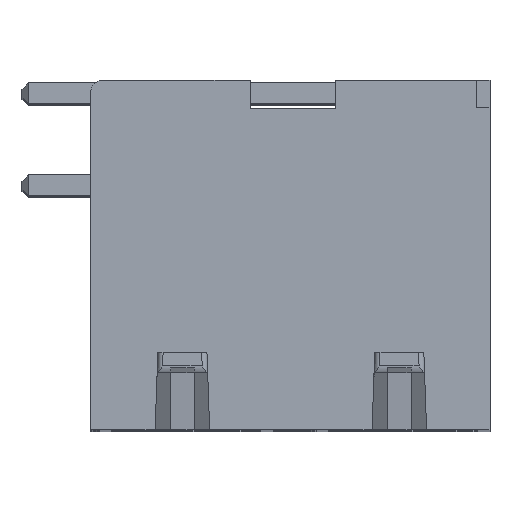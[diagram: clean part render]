
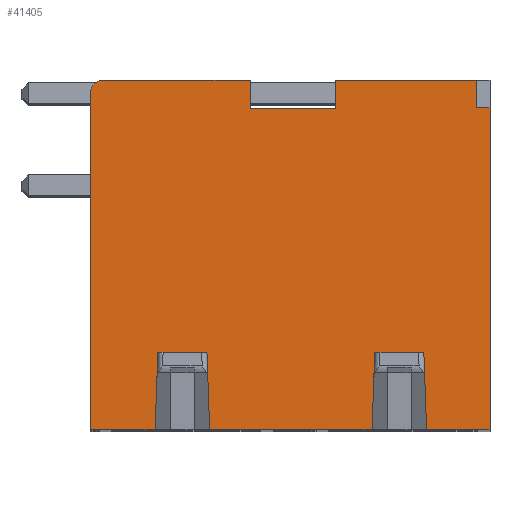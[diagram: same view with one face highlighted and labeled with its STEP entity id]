
A CAD part, top view. The second image highlights one B-rep face of the part: STEP entity #41405.
In plain terms, the highlighted planar face has unit normal (0, 0, 1).
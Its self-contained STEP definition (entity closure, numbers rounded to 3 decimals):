
#10737=DIRECTION('',(-1.,0.,0.));
#10738=VECTOR('',#10737,5.39);
#10739=CARTESIAN_POINT('',(11.703,13.3,33.7));
#10740=LINE('',#10739,#10738);
#10893=DIRECTION('',(0.,-1.,0.));
#10894=VECTOR('',#10893,1.092);
#10895=CARTESIAN_POINT('',(6.313,13.3,33.7));
#10896=LINE('',#10895,#10894);
#10989=DIRECTION('',(0.,1.,0.));
#10990=VECTOR('',#10989,1.092);
#10991=CARTESIAN_POINT('',(3.074,12.208,33.7));
#10992=LINE('',#10991,#10990);
#11381=DIRECTION('',(-1.,0.,0.));
#11382=VECTOR('',#11381,5.716);
#11383=CARTESIAN_POINT('',(3.074,13.3,33.7));
#11384=LINE('',#11383,#11382);
#11697=DIRECTION('',(0.,-1.,0.));
#11698=VECTOR('',#11697,0.02);
#11699=CARTESIAN_POINT('',(-2.641,13.3,33.7));
#11700=LINE('',#11699,#11698);
#14103=DIRECTION('',(-1.,0.,0.));
#14104=VECTOR('',#14103,3.238);
#14105=CARTESIAN_POINT('',(6.313,12.208,33.7));
#14106=LINE('',#14105,#14104);
#14107=DIRECTION('',(-0.035,-0.999,0.));
#14108=VECTOR('',#14107,2.716);
#14109=CARTESIAN_POINT('',(-0.443,2.714,33.7));
#14110=LINE('',#14109,#14108);
#14111=DIRECTION('',(-1.,0.,0.));
#14112=VECTOR('',#14111,2.463);
#14113=CARTESIAN_POINT('',(-0.537,0.,33.7));
#14114=LINE('',#14113,#14112);
#14115=DIRECTION('',(0.,1.,0.));
#14116=VECTOR('',#14115,12.8);
#14117=CARTESIAN_POINT('',(-3.,0.,33.7));
#14118=LINE('',#14117,#14116);
#14119=CARTESIAN_POINT('',(-2.5,12.8,33.7));
#14120=DIRECTION('',(0.,0.,-1.));
#14121=DIRECTION('',(-1.,0.,0.));
#14122=AXIS2_PLACEMENT_3D('',#14119,#14120,#14121);
#14124=DIRECTION('',(0.,-1.,0.));
#14125=VECTOR('',#14124,12.25);
#14126=CARTESIAN_POINT('',(12.2,12.25,33.7));
#14127=LINE('',#14126,#14125);
#14128=DIRECTION('',(-1.,0.,0.));
#14129=VECTOR('',#14128,2.413);
#14130=CARTESIAN_POINT('',(12.2,0.,33.7));
#14131=LINE('',#14130,#14129);
#14132=DIRECTION('',(-0.035,0.999,0.));
#14133=VECTOR('',#14132,2.716);
#14134=CARTESIAN_POINT('',(9.787,0.,33.7));
#14135=LINE('',#14134,#14133);
#14136=DIRECTION('',(-0.035,-0.999,0.));
#14137=VECTOR('',#14136,2.716);
#14138=CARTESIAN_POINT('',(7.807,2.714,33.7));
#14139=LINE('',#14138,#14137);
#14140=DIRECTION('',(-1.,0.,0.));
#14141=VECTOR('',#14140,6.175);
#14142=CARTESIAN_POINT('',(7.713,0.,33.7));
#14143=LINE('',#14142,#14141);
#14144=DIRECTION('',(-0.035,0.999,0.));
#14145=VECTOR('',#14144,2.716);
#14146=CARTESIAN_POINT('',(1.537,0.,33.7));
#14147=LINE('',#14146,#14145);
#14172=DIRECTION('',(1.,0.,0.));
#14173=VECTOR('',#14172,1.885);
#14174=CARTESIAN_POINT('',(-0.443,2.714,33.7));
#14175=LINE('',#14174,#14173);
#14329=DIRECTION('',(0.,1.,0.));
#14330=VECTOR('',#14329,1.05);
#14331=CARTESIAN_POINT('',(11.703,12.25,33.7));
#14332=LINE('',#14331,#14330);
#14345=DIRECTION('',(-1.,0.,0.));
#14346=VECTOR('',#14345,0.497);
#14347=CARTESIAN_POINT('',(12.2,12.25,33.7));
#14348=LINE('',#14347,#14346);
#14365=DIRECTION('',(1.,0.,0.));
#14366=VECTOR('',#14365,1.885);
#14367=CARTESIAN_POINT('',(7.807,2.714,33.7));
#14368=LINE('',#14367,#14366);
#15625=CARTESIAN_POINT('',(-3.,0.,33.7));
#15626=VERTEX_POINT('',#15625);
#15627=CARTESIAN_POINT('',(-0.537,0.,33.7));
#15628=VERTEX_POINT('',#15627);
#15633=CARTESIAN_POINT('',(1.537,0.,33.7));
#15634=VERTEX_POINT('',#15633);
#15635=CARTESIAN_POINT('',(7.713,0.,33.7));
#15636=VERTEX_POINT('',#15635);
#15641=CARTESIAN_POINT('',(9.787,0.,33.7));
#15642=VERTEX_POINT('',#15641);
#15643=CARTESIAN_POINT('',(12.2,0.,33.7));
#15644=VERTEX_POINT('',#15643);
#15725=CARTESIAN_POINT('',(12.2,12.25,33.7));
#15726=VERTEX_POINT('',#15725);
#15733=CARTESIAN_POINT('',(11.703,13.3,33.7));
#15734=VERTEX_POINT('',#15733);
#15735=CARTESIAN_POINT('',(6.313,13.3,33.7));
#15736=VERTEX_POINT('',#15735);
#15737=CARTESIAN_POINT('',(6.313,12.208,33.7));
#15738=VERTEX_POINT('',#15737);
#15747=CARTESIAN_POINT('',(3.074,12.208,33.7));
#15748=CARTESIAN_POINT('',(3.074,13.3,33.7));
#15749=VERTEX_POINT('',#15747);
#15750=VERTEX_POINT('',#15748);
#15759=CARTESIAN_POINT('',(-2.641,13.3,33.7));
#15760=VERTEX_POINT('',#15759);
#15761=CARTESIAN_POINT('',(-2.641,13.28,33.7));
#15762=VERTEX_POINT('',#15761);
#15791=CARTESIAN_POINT('',(-0.443,2.714,33.7));
#15792=VERTEX_POINT('',#15791);
#15793=CARTESIAN_POINT('',(-3.,12.8,33.7));
#15794=VERTEX_POINT('',#15793);
#15795=CARTESIAN_POINT('',(11.703,12.25,33.7));
#15796=VERTEX_POINT('',#15795);
#15797=CARTESIAN_POINT('',(9.693,2.714,33.7));
#15798=VERTEX_POINT('',#15797);
#15799=CARTESIAN_POINT('',(7.807,2.714,33.7));
#15800=VERTEX_POINT('',#15799);
#15801=CARTESIAN_POINT('',(1.443,2.714,33.7));
#15802=VERTEX_POINT('',#15801);
#41368=CARTESIAN_POINT('',(0.,0.,33.7));
#41369=DIRECTION('',(0.,0.,1.));
#41370=DIRECTION('',(1.,0.,0.));
#41371=AXIS2_PLACEMENT_3D('',#41368,#41369,#41370);
#41372=PLANE('',#41371);
#41374=ORIENTED_EDGE('',*,*,#41373,.T.);
#41375=ORIENTED_EDGE('',*,*,#20615,.T.);
#41377=ORIENTED_EDGE('',*,*,#41376,.T.);
#41379=ORIENTED_EDGE('',*,*,#41378,.T.);
#41380=ORIENTED_EDGE('',*,*,#37038,.F.);
#41381=ORIENTED_EDGE('',*,*,#37008,.F.);
#41382=ORIENTED_EDGE('',*,*,#36243,.F.);
#41383=ORIENTED_EDGE('',*,*,#41363,.F.);
#41384=ORIENTED_EDGE('',*,*,#36041,.F.);
#41385=ORIENTED_EDGE('',*,*,#36026,.F.);
#41387=ORIENTED_EDGE('',*,*,#41386,.F.);
#41389=ORIENTED_EDGE('',*,*,#41388,.F.);
#41390=ORIENTED_EDGE('',*,*,#35834,.T.);
#41391=ORIENTED_EDGE('',*,*,#20631,.T.);
#41393=ORIENTED_EDGE('',*,*,#41392,.T.);
#41395=ORIENTED_EDGE('',*,*,#41394,.F.);
#41397=ORIENTED_EDGE('',*,*,#41396,.T.);
#41398=ORIENTED_EDGE('',*,*,#20623,.T.);
#41400=ORIENTED_EDGE('',*,*,#41399,.T.);
#41402=ORIENTED_EDGE('',*,*,#41401,.F.);
#41403=EDGE_LOOP('',(#41374,#41375,#41377,#41379,#41380,#41381,#41382,#41383,
#41384,#41385,#41387,#41389,#41390,#41391,#41393,#41395,#41397,#41398,#41400,
#41402));
#41404=FACE_OUTER_BOUND('',#41403,.F.);
#41405=ADVANCED_FACE('',(#41404),#41372,.T.);
#14123=CIRCLE('',#14122,0.5);
#20615=EDGE_CURVE('',#15628,#15626,#14114,.T.);
#20623=EDGE_CURVE('',#15636,#15634,#14143,.T.);
#20631=EDGE_CURVE('',#15644,#15642,#14131,.T.);
#35834=EDGE_CURVE('',#15726,#15644,#14127,.T.);
#36026=EDGE_CURVE('',#15734,#15736,#10740,.T.);
#36041=EDGE_CURVE('',#15736,#15738,#10896,.T.);
#36243=EDGE_CURVE('',#15749,#15750,#10992,.T.);
#37008=EDGE_CURVE('',#15750,#15760,#11384,.T.);
#37038=EDGE_CURVE('',#15760,#15762,#11700,.T.);
#41363=EDGE_CURVE('',#15738,#15749,#14106,.T.);
#41373=EDGE_CURVE('',#15792,#15628,#14110,.T.);
#41376=EDGE_CURVE('',#15626,#15794,#14118,.T.);
#41378=EDGE_CURVE('',#15794,#15762,#14123,.T.);
#41386=EDGE_CURVE('',#15796,#15734,#14332,.T.);
#41388=EDGE_CURVE('',#15726,#15796,#14348,.T.);
#41392=EDGE_CURVE('',#15642,#15798,#14135,.T.);
#41394=EDGE_CURVE('',#15800,#15798,#14368,.T.);
#41396=EDGE_CURVE('',#15800,#15636,#14139,.T.);
#41399=EDGE_CURVE('',#15634,#15802,#14147,.T.);
#41401=EDGE_CURVE('',#15792,#15802,#14175,.T.);
